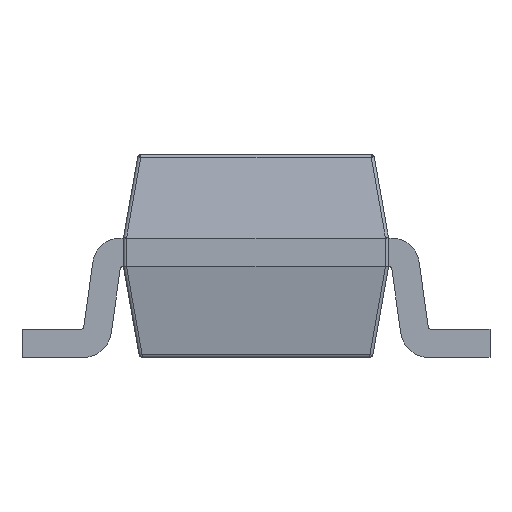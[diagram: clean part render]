
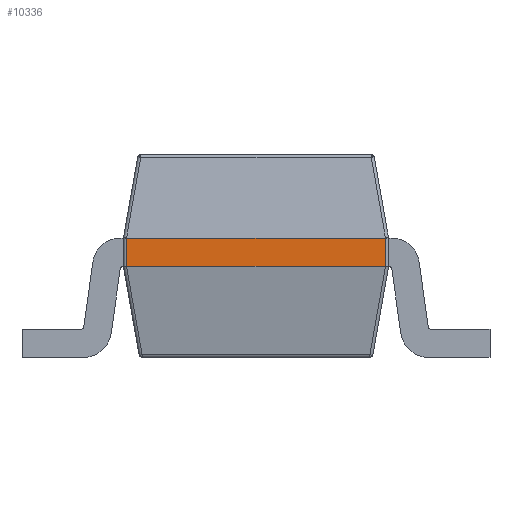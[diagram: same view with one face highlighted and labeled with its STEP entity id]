
A CAD part, left-side view. The second image highlights one B-rep face of the part: STEP entity #10336.
In plain terms, the highlighted planar face has unit normal (-1, 0, 0).
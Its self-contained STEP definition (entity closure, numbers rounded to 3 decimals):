
#8645 = CYLINDRICAL_SURFACE('',#8646,0.02);
#8646 = AXIS2_PLACEMENT_3D('',#8647,#8648,#8649);
#8647 = CARTESIAN_POINT('',(-1.48,-1.83,0.765));
#8648 = DIRECTION('',(0.,0.,-1.));
#8649 = DIRECTION('',(0.,-1.,0.));
#8782 = CYLINDRICAL_SURFACE('',#8783,0.02);
#8783 = AXIS2_PLACEMENT_3D('',#8784,#8785,#8786);
#8784 = CARTESIAN_POINT('',(-1.48,-0.17,0.765));
#8785 = DIRECTION('',(0.,0.,-1.));
#8786 = DIRECTION('',(0.,-1.,0.));
#8884 = PLANE('',#8885);
#8885 = AXIS2_PLACEMENT_3D('',#8886,#8887,#8888);
#8886 = CARTESIAN_POINT('',(-1.5,-1.85,0.585));
#8887 = DIRECTION('',(-0.985,0.,
    -0.174));
#8888 = DIRECTION('',(-0.174,0.,0.985
    ));
#8931 = VERTEX_POINT('',#8932);
#8932 = CARTESIAN_POINT('',(-1.5,-1.83,0.585));
#8977 = EDGE_CURVE('',#8978,#8931,#8980,.T.);
#8978 = VERTEX_POINT('',#8979);
#8979 = CARTESIAN_POINT('',(-1.5,-0.17,0.585));
#8980 = SURFACE_CURVE('',#8981,(#8985,#8992),.PCURVE_S1.);
#8981 = LINE('',#8982,#8983);
#8982 = CARTESIAN_POINT('',(-1.5,-1.85,0.585));
#8983 = VECTOR('',#8984,1.);
#8984 = DIRECTION('',(0.,-1.,0.));
#8985 = PCURVE('',#8884,#8986);
#8986 = DEFINITIONAL_REPRESENTATION('',(#8987),#8991);
#8987 = LINE('',#8988,#8989);
#8988 = CARTESIAN_POINT('',(0.,0.));
#8989 = VECTOR('',#8990,1.);
#8990 = DIRECTION('',(0.,-1.));
#8991 = ( GEOMETRIC_REPRESENTATION_CONTEXT(2) 
PARAMETRIC_REPRESENTATION_CONTEXT() REPRESENTATION_CONTEXT('2D SPACE',''
  ) );
#8992 = PCURVE('',#8993,#8998);
#8993 = PLANE('',#8994);
#8994 = AXIS2_PLACEMENT_3D('',#8995,#8996,#8997);
#8995 = CARTESIAN_POINT('',(-1.5,-0.15,0.765));
#8996 = DIRECTION('',(1.,0.,0.));
#8997 = DIRECTION('',(0.,1.,0.));
#8998 = DEFINITIONAL_REPRESENTATION('',(#8999),#9003);
#8999 = LINE('',#9000,#9001);
#9000 = CARTESIAN_POINT('',(-1.7,-0.18));
#9001 = VECTOR('',#9002,1.);
#9002 = DIRECTION('',(-1.,0.));
#9003 = ( GEOMETRIC_REPRESENTATION_CONTEXT(2) 
PARAMETRIC_REPRESENTATION_CONTEXT() REPRESENTATION_CONTEXT('2D SPACE',''
  ) );
#10336 = ADVANCED_FACE('',(#10337),#8993,.F.);
#10337 = FACE_BOUND('',#10338,.T.);
#10338 = EDGE_LOOP('',(#10339,#10340,#10385,#10413));
#10339 = ORIENTED_EDGE('',*,*,#8977,.T.);
#10340 = ORIENTED_EDGE('',*,*,#10341,.T.);
#10341 = EDGE_CURVE('',#8931,#10342,#10344,.T.);
#10342 = VERTEX_POINT('',#10343);
#10343 = CARTESIAN_POINT('',(-1.5,-1.83,0.765));
#10344 = SURFACE_CURVE('',#10345,(#10349,#10356),.PCURVE_S1.);
#10345 = LINE('',#10346,#10347);
#10346 = CARTESIAN_POINT('',(-1.5,-1.83,0.765));
#10347 = VECTOR('',#10348,1.);
#10348 = DIRECTION('',(0.,0.,1.));
#10349 = PCURVE('',#8993,#10350);
#10350 = DEFINITIONAL_REPRESENTATION('',(#10351),#10355);
#10351 = LINE('',#10352,#10353);
#10352 = CARTESIAN_POINT('',(-1.68,0.));
#10353 = VECTOR('',#10354,1.);
#10354 = DIRECTION('',(0.,1.));
#10355 = ( GEOMETRIC_REPRESENTATION_CONTEXT(2) 
PARAMETRIC_REPRESENTATION_CONTEXT() REPRESENTATION_CONTEXT('2D SPACE',''
  ) );
#10356 = PCURVE('',#8645,#10357);
#10357 = DEFINITIONAL_REPRESENTATION('',(#10358),#10384);
#10358 = B_SPLINE_CURVE_WITH_KNOTS('',3,(#10359,#10360,#10361,#10362,
    #10363,#10364,#10365,#10366,#10367,#10368,#10369,#10370,#10371,
    #10372,#10373,#10374,#10375,#10376,#10377,#10378,#10379,#10380,
    #10381,#10382,#10383),.UNSPECIFIED.,.F.,.F.,(4,1,1,1,1,1,1,1,1,1,1,1
    ,1,1,1,1,1,1,1,1,1,1,4),(-0.18,-0.172,-0.164,
    -0.155,-0.147,-0.139,-0.131,
    -0.123,-0.115,-0.106,-0.098
    ,-0.09,-0.082,-0.074,
    -0.065,-0.057,-0.049,
    -0.041,-0.033,-0.025,
    -0.016,-0.008,0.),.UNSPECIFIED.);
#10359 = CARTESIAN_POINT('',(1.571,0.18));
#10360 = CARTESIAN_POINT('',(1.571,0.177));
#10361 = CARTESIAN_POINT('',(1.571,0.172));
#10362 = CARTESIAN_POINT('',(1.571,0.164));
#10363 = CARTESIAN_POINT('',(1.571,0.155));
#10364 = CARTESIAN_POINT('',(1.571,0.147));
#10365 = CARTESIAN_POINT('',(1.571,0.139));
#10366 = CARTESIAN_POINT('',(1.571,0.131));
#10367 = CARTESIAN_POINT('',(1.571,0.123));
#10368 = CARTESIAN_POINT('',(1.571,0.115));
#10369 = CARTESIAN_POINT('',(1.571,0.106));
#10370 = CARTESIAN_POINT('',(1.571,0.098));
#10371 = CARTESIAN_POINT('',(1.571,0.09));
#10372 = CARTESIAN_POINT('',(1.571,0.082));
#10373 = CARTESIAN_POINT('',(1.571,0.074));
#10374 = CARTESIAN_POINT('',(1.571,0.065));
#10375 = CARTESIAN_POINT('',(1.571,0.057));
#10376 = CARTESIAN_POINT('',(1.571,0.049));
#10377 = CARTESIAN_POINT('',(1.571,0.041));
#10378 = CARTESIAN_POINT('',(1.571,0.033));
#10379 = CARTESIAN_POINT('',(1.571,0.025));
#10380 = CARTESIAN_POINT('',(1.571,0.016));
#10381 = CARTESIAN_POINT('',(1.571,0.008));
#10382 = CARTESIAN_POINT('',(1.571,0.003));
#10383 = CARTESIAN_POINT('',(1.571,0.));
#10384 = ( GEOMETRIC_REPRESENTATION_CONTEXT(2) 
PARAMETRIC_REPRESENTATION_CONTEXT() REPRESENTATION_CONTEXT('2D SPACE',''
  ) );
#10385 = ORIENTED_EDGE('',*,*,#10386,.F.);
#10386 = EDGE_CURVE('',#10387,#10342,#10389,.T.);
#10387 = VERTEX_POINT('',#10388);
#10388 = CARTESIAN_POINT('',(-1.5,-0.17,0.765));
#10389 = SURFACE_CURVE('',#10390,(#10394,#10401),.PCURVE_S1.);
#10390 = LINE('',#10391,#10392);
#10391 = CARTESIAN_POINT('',(-1.5,-0.15,0.765));
#10392 = VECTOR('',#10393,1.);
#10393 = DIRECTION('',(0.,-1.,0.));
#10394 = PCURVE('',#8993,#10395);
#10395 = DEFINITIONAL_REPRESENTATION('',(#10396),#10400);
#10396 = LINE('',#10397,#10398);
#10397 = CARTESIAN_POINT('',(0.,0.));
#10398 = VECTOR('',#10399,1.);
#10399 = DIRECTION('',(-1.,0.));
#10400 = ( GEOMETRIC_REPRESENTATION_CONTEXT(2) 
PARAMETRIC_REPRESENTATION_CONTEXT() REPRESENTATION_CONTEXT('2D SPACE',''
  ) );
#10401 = PCURVE('',#10402,#10407);
#10402 = PLANE('',#10403);
#10403 = AXIS2_PLACEMENT_3D('',#10404,#10405,#10406);
#10404 = CARTESIAN_POINT('',(-1.5,-0.15,0.765));
#10405 = DIRECTION('',(-0.985,0.,
    0.174));
#10406 = DIRECTION('',(0.174,0.,0.985
    ));
#10407 = DEFINITIONAL_REPRESENTATION('',(#10408),#10412);
#10408 = LINE('',#10409,#10410);
#10409 = CARTESIAN_POINT('',(0.,0.));
#10410 = VECTOR('',#10411,1.);
#10411 = DIRECTION('',(0.,-1.));
#10412 = ( GEOMETRIC_REPRESENTATION_CONTEXT(2) 
PARAMETRIC_REPRESENTATION_CONTEXT() REPRESENTATION_CONTEXT('2D SPACE',''
  ) );
#10413 = ORIENTED_EDGE('',*,*,#10414,.T.);
#10414 = EDGE_CURVE('',#10387,#8978,#10415,.T.);
#10415 = SURFACE_CURVE('',#10416,(#10420,#10427),.PCURVE_S1.);
#10416 = LINE('',#10417,#10418);
#10417 = CARTESIAN_POINT('',(-1.5,-0.17,0.765));
#10418 = VECTOR('',#10419,1.);
#10419 = DIRECTION('',(0.,0.,-1.));
#10420 = PCURVE('',#8993,#10421);
#10421 = DEFINITIONAL_REPRESENTATION('',(#10422),#10426);
#10422 = LINE('',#10423,#10424);
#10423 = CARTESIAN_POINT('',(-0.02,0.));
#10424 = VECTOR('',#10425,1.);
#10425 = DIRECTION('',(0.,-1.));
#10426 = ( GEOMETRIC_REPRESENTATION_CONTEXT(2) 
PARAMETRIC_REPRESENTATION_CONTEXT() REPRESENTATION_CONTEXT('2D SPACE',''
  ) );
#10427 = PCURVE('',#8782,#10428);
#10428 = DEFINITIONAL_REPRESENTATION('',(#10429),#10455);
#10429 = B_SPLINE_CURVE_WITH_KNOTS('',3,(#10430,#10431,#10432,#10433,
    #10434,#10435,#10436,#10437,#10438,#10439,#10440,#10441,#10442,
    #10443,#10444,#10445,#10446,#10447,#10448,#10449,#10450,#10451,
    #10452,#10453,#10454),.UNSPECIFIED.,.F.,.F.,(4,1,1,1,1,1,1,1,1,1,1,1
    ,1,1,1,1,1,1,1,1,1,1,4),(0.,0.008,
    0.016,0.025,0.033,
    0.041,0.049,0.057,
    0.065,0.074,0.082,0.09,
    0.098,0.106,0.115,0.123,
    0.131,0.139,0.147,0.155,
    0.164,0.172,0.18),.QUASI_UNIFORM_KNOTS.);
#10430 = CARTESIAN_POINT('',(1.571,0.));
#10431 = CARTESIAN_POINT('',(1.571,0.003));
#10432 = CARTESIAN_POINT('',(1.571,0.008));
#10433 = CARTESIAN_POINT('',(1.571,0.016));
#10434 = CARTESIAN_POINT('',(1.571,0.025));
#10435 = CARTESIAN_POINT('',(1.571,0.033));
#10436 = CARTESIAN_POINT('',(1.571,0.041));
#10437 = CARTESIAN_POINT('',(1.571,0.049));
#10438 = CARTESIAN_POINT('',(1.571,0.057));
#10439 = CARTESIAN_POINT('',(1.571,0.065));
#10440 = CARTESIAN_POINT('',(1.571,0.074));
#10441 = CARTESIAN_POINT('',(1.571,0.082));
#10442 = CARTESIAN_POINT('',(1.571,0.09));
#10443 = CARTESIAN_POINT('',(1.571,0.098));
#10444 = CARTESIAN_POINT('',(1.571,0.106));
#10445 = CARTESIAN_POINT('',(1.571,0.115));
#10446 = CARTESIAN_POINT('',(1.571,0.123));
#10447 = CARTESIAN_POINT('',(1.571,0.131));
#10448 = CARTESIAN_POINT('',(1.571,0.139));
#10449 = CARTESIAN_POINT('',(1.571,0.147));
#10450 = CARTESIAN_POINT('',(1.571,0.155));
#10451 = CARTESIAN_POINT('',(1.571,0.164));
#10452 = CARTESIAN_POINT('',(1.571,0.172));
#10453 = CARTESIAN_POINT('',(1.571,0.177));
#10454 = CARTESIAN_POINT('',(1.571,0.18));
#10455 = ( GEOMETRIC_REPRESENTATION_CONTEXT(2) 
PARAMETRIC_REPRESENTATION_CONTEXT() REPRESENTATION_CONTEXT('2D SPACE',''
  ) );
